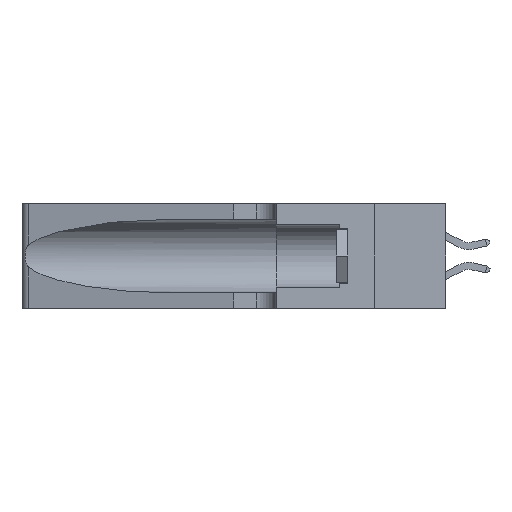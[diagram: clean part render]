
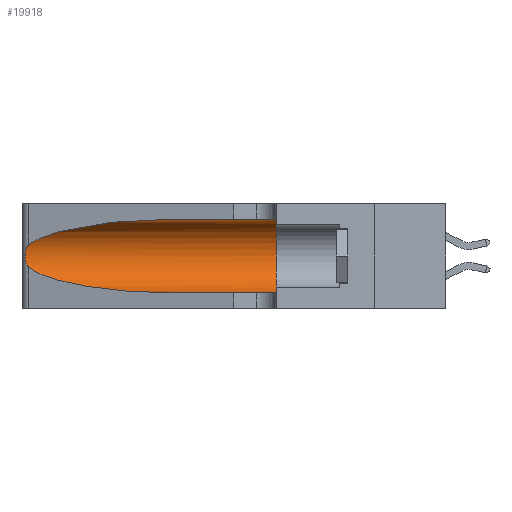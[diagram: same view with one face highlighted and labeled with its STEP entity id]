
A CAD part, left-side view. The second image highlights one B-rep face of the part: STEP entity #19918.
In plain terms, the highlighted cylindrical face has radius 3.308 mm (diameter 6.617 mm), a partial arc.
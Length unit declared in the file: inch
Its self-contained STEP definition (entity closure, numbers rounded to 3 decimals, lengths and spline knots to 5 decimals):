
#403 = AXIS2_PLACEMENT_3D ( 'NONE', #7608, #5800, #19648 ) ;
#979 = EDGE_CURVE ( 'NONE', #20917, #23072, #1116, .T. ) ;
#1116 = LINE ( 'NONE', #17736, #16207 ) ;
#1124 = ORIENTED_EDGE ( 'NONE', *, *, #20501, .T. ) ;
#1185 = VERTEX_POINT ( 'NONE', #1969 ) ;
#1302 = CARTESIAN_POINT ( 'NONE',  ( 0.25555, 1.22993, 0.14849 ) ) ;
#1894 = VERTEX_POINT ( 'NONE', #11576 ) ;
#1951 = FACE_OUTER_BOUND ( 'NONE', #25250, .T. ) ;
#1969 = CARTESIAN_POINT ( 'NONE',  ( 0.1305, 0.35, 0.31525 ) ) ;
#2068 = LINE ( 'NONE', #4013, #14101 ) ;
#2853 = CARTESIAN_POINT ( 'NONE',  ( 0.25487, 1.22718, 0.14631 ) ) ;
#3119 = CARTESIAN_POINT ( 'NONE',  ( 0.25639, 1.23186, 0.15144 ) ) ;
#3201 = CARTESIAN_POINT ( 'NONE',  ( 0.1305, 0.35, 0.05475 ) ) ;
#3386 = CARTESIAN_POINT ( 'NONE',  ( 0.1305, 1.61858, 0.185 ) ) ;
#4013 = CARTESIAN_POINT ( 'NONE',  ( 0.1305, 1.61858, 0.31525 ) ) ;
#5065 = CARTESIAN_POINT ( 'NONE',  ( 0.26075, 1.23896, 0.19203 ) ) ;
#5192 = CIRCLE ( 'NONE', #403, 0.13025 ) ;
#5425 = DIRECTION ( 'NONE',  ( 0., 0., -1. ) ) ;
#5800 = DIRECTION ( 'NONE',  ( 0., 1., 0. ) ) ;
#6219 = ORIENTED_EDGE ( 'NONE', *, *, #979, .T. ) ;
#6652 =( BOUNDED_CURVE ( )  B_SPLINE_CURVE ( 3, ( #14545, #6756, #12824, #18464 ),
 .UNSPECIFIED., .F., .F. ) 
 B_SPLINE_CURVE_WITH_KNOTS ( ( 4, 4 ),
 ( 1.5708, 2.84003 ),
 .UNSPECIFIED. ) 
 CURVE ( )  GEOMETRIC_REPRESENTATION_ITEM ( )  RATIONAL_B_SPLINE_CURVE ( ( 1., 0.87, 0.87, 1. ) ) 
 REPRESENTATION_ITEM ( '' )  );
#6756 = CARTESIAN_POINT ( 'NONE',  ( 0.18966, 0.96281, 0.31525 ) ) ;
#6910 = EDGE_CURVE ( 'NONE', #22864, #1185, #2068, .T. ) ;
#7608 = CARTESIAN_POINT ( 'NONE',  ( 0.1305, 0.35, 0.185 ) ) ;
#8600 = CARTESIAN_POINT ( 'NONE',  ( 0.1305, 0.72297, 0.05475 ) ) ;
#8625 = CARTESIAN_POINT ( 'NONE',  ( 0.1305, 0.72297, 0.31525 ) ) ;
#11244 =( BOUNDED_CURVE ( )  B_SPLINE_CURVE ( 3, ( #2853, #20317, #16489, #14507 ),
 .UNSPECIFIED., .F., .F. ) 
 B_SPLINE_CURVE_WITH_KNOTS ( ( 4, 4 ),
 ( 3.44316, 4.71239 ),
 .UNSPECIFIED. ) 
 CURVE ( )  GEOMETRIC_REPRESENTATION_ITEM ( )  RATIONAL_B_SPLINE_CURVE ( ( 1., 0.87, 0.87, 1. ) ) 
 REPRESENTATION_ITEM ( '' )  );
#11576 = CARTESIAN_POINT ( 'NONE',  ( 0.25487, 1.22718, 0.22369 ) ) ;
#12016 = ORIENTED_EDGE ( 'NONE', *, *, #17946, .T. ) ;
#12824 = CARTESIAN_POINT ( 'NONE',  ( 0.2373, 1.15595, 0.28018 ) ) ;
#12910 = ORIENTED_EDGE ( 'NONE', *, *, #6910, .F. ) ;
#13092 = ORIENTED_EDGE ( 'NONE', *, *, #15069, .T. ) ;
#13592 = EDGE_CURVE ( 'NONE', #1185, #23072, #5192, .T. ) ;
#13700 = DIRECTION ( 'NONE',  ( 0., -1., 0. ) ) ;
#14101 = VECTOR ( 'NONE', #13700, 39.37008 ) ;
#14507 = CARTESIAN_POINT ( 'NONE',  ( 0.1305, 0.72297, 0.05475 ) ) ;
#14545 = CARTESIAN_POINT ( 'NONE',  ( 0.1305, 0.72297, 0.31525 ) ) ;
#14835 = CARTESIAN_POINT ( 'NONE',  ( 0.25487, 1.22718, 0.22369 ) ) ;
#15020 = CARTESIAN_POINT ( 'NONE',  ( 0.25854, 1.2359, 0.20912 ) ) ;
#15069 = EDGE_CURVE ( 'NONE', #21810, #20917, #11244, .T. ) ;
#15182 = CARTESIAN_POINT ( 'NONE',  ( 0.26075, 1.23896, 0.178 ) ) ;
#16207 = VECTOR ( 'NONE', #22029, 39.37008 ) ;
#16489 = CARTESIAN_POINT ( 'NONE',  ( 0.18966, 0.96281, 0.05475 ) ) ;
#16646 = B_SPLINE_CURVE_WITH_KNOTS ( 'NONE', 3,
 ( #14835, #25041, #17091, #21169, #15020, #25119, #5065, #15182, #22885, #19190, #23056, #3119, #1302, #23142 ),
 .UNSPECIFIED., .F., .F.,
 ( 4, 2, 2, 2, 2, 2, 4 ),
 ( 0., 0.00027, 0.00053, 0.00107, 0.0016, 0.00187, 0.00214 ),
 .UNSPECIFIED. ) ;
#17091 = CARTESIAN_POINT ( 'NONE',  ( 0.25639, 1.23184, 0.21858 ) ) ;
#17736 = CARTESIAN_POINT ( 'NONE',  ( 0.1305, 1.61858, 0.05475 ) ) ;
#17946 = EDGE_CURVE ( 'NONE', #22864, #1894, #6652, .T. ) ;
#18464 = CARTESIAN_POINT ( 'NONE',  ( 0.25487, 1.22718, 0.22369 ) ) ;
#19190 = CARTESIAN_POINT ( 'NONE',  ( 0.25856, 1.23593, 0.16098 ) ) ;
#19648 = DIRECTION ( 'NONE',  ( 0., 0., 1. ) ) ;
#19918 = ADVANCED_FACE ( 'NONE', ( #1951 ), #22357, .F. ) ;
#20317 = CARTESIAN_POINT ( 'NONE',  ( 0.2373, 1.15595, 0.08982 ) ) ;
#20501 = EDGE_CURVE ( 'NONE', #1894, #21810, #16646, .T. ) ;
#20596 = AXIS2_PLACEMENT_3D ( 'NONE', #3386, #23087, #5425 ) ;
#20917 = VERTEX_POINT ( 'NONE', #8600 ) ;
#21169 = CARTESIAN_POINT ( 'NONE',  ( 0.25787, 1.23484, 0.2124 ) ) ;
#21207 = CARTESIAN_POINT ( 'NONE',  ( 0.25487, 1.22718, 0.14631 ) ) ;
#21273 = ORIENTED_EDGE ( 'NONE', *, *, #13592, .F. ) ;
#21810 = VERTEX_POINT ( 'NONE', #21207 ) ;
#22029 = DIRECTION ( 'NONE',  ( 0., -1., 0. ) ) ;
#22357 = CYLINDRICAL_SURFACE ( 'NONE', #20596, 0.13025 ) ;
#22864 = VERTEX_POINT ( 'NONE', #8625 ) ;
#22885 = CARTESIAN_POINT ( 'NONE',  ( 0.26017, 1.23833, 0.17102 ) ) ;
#23056 = CARTESIAN_POINT ( 'NONE',  ( 0.25789, 1.23486, 0.15765 ) ) ;
#23072 = VERTEX_POINT ( 'NONE', #3201 ) ;
#23087 = DIRECTION ( 'NONE',  ( 0., -1., 0. ) ) ;
#23142 = CARTESIAN_POINT ( 'NONE',  ( 0.25487, 1.22718, 0.14631 ) ) ;
#25041 = CARTESIAN_POINT ( 'NONE',  ( 0.25555, 1.22994, 0.2215 ) ) ;
#25119 = CARTESIAN_POINT ( 'NONE',  ( 0.26018, 1.23835, 0.19895 ) ) ;
#25250 = EDGE_LOOP ( 'NONE', ( #12016, #1124, #13092, #6219, #21273, #12910 ) ) ;
